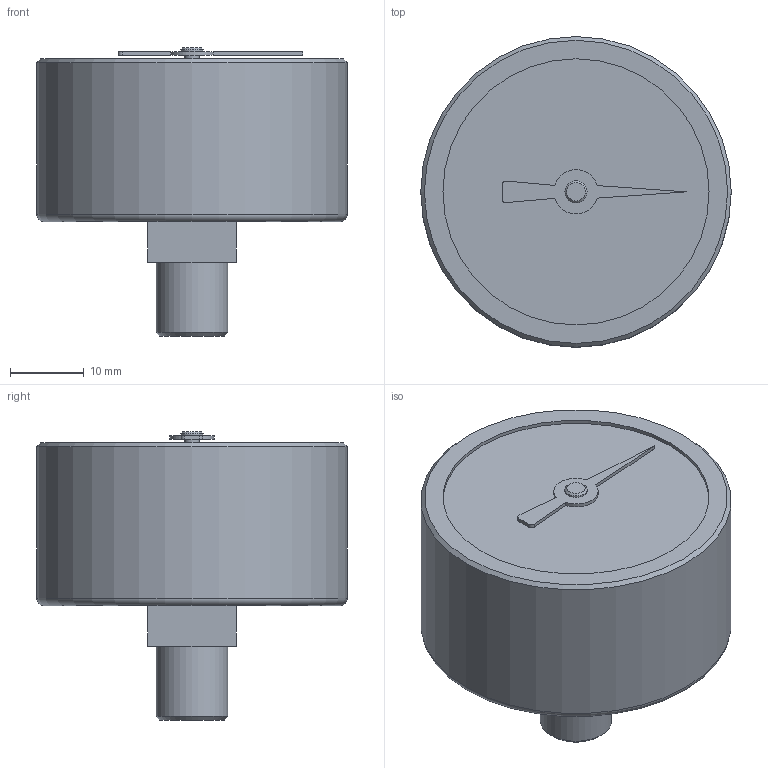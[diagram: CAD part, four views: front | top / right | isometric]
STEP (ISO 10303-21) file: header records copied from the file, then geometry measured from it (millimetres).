
FILE_DESCRIPTION(/* description */ ('Unknown'),/* implementation_level */ '2;1');
FILE_NAME(/* name */ 'OF.15100-001',/* time_stamp */ '2023-07-27T10:24:05+02:00',/* author */ ('Unknown'),/* organization */ ('Unknown'),/* preprocessor_version */ 'ST-DEVELOPER v18.102',/* originating_system */ 'Solid Edge',/* authorisation */ 'Unknown');
FILE_SCHEMA (('AUTOMOTIVE_DESIGN {1 0 10303 214 3 1 1}'));
Length unit declared in the file: millimetre
Products named in the file (2): OF; OF.15100
Assembly tree (1 placements, depth 2):
  OF
    OF.15100
Bounding box: 42 x 42 x 39 mm (x, y, z)
Volume: 31486.8 mm3; surface area: 6342.4 mm2
Topology: 1 solids, 1 shells, 32 faces, 65 edges, 42 vertices
Faces by surface type: plane 18, cylinder 10, cone 3, torus 1
Full cylindrical faces by diameter (mm): 2 x1, 2.5 x1, 3 x1, 9.7 x1, 36 x1, 42 x1
Entity records: 840 total; most frequent: DIRECTION 147, CARTESIAN_POINT 131, ORIENTED_EDGE 110, AXIS2_PLACEMENT_3D 58, EDGE_CURVE 55, EDGE_LOOP 49, FACE_BOUND 49, VERTEX_POINT 42
